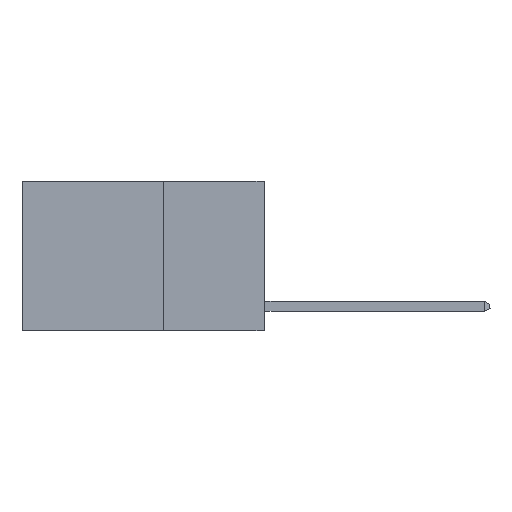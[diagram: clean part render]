
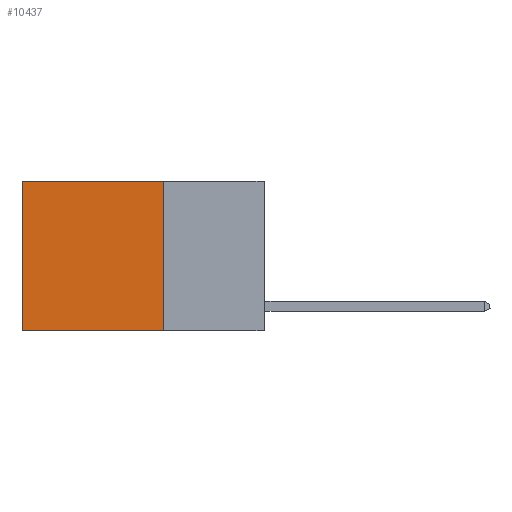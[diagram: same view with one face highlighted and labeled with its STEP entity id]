
A CAD part, left-side view. The second image highlights one B-rep face of the part: STEP entity #10437.
In plain terms, the highlighted planar face has unit normal (-1, 0, 0).
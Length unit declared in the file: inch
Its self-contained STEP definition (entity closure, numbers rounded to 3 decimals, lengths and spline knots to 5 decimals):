
#485 = VERTEX_POINT ( 'NONE', #2002 ) ;
#490 = VECTOR ( 'NONE', #6693, 39.37008 ) ;
#683 = CARTESIAN_POINT ( 'NONE',  ( 0.2625, 0.25, 0. ) ) ;
#704 = DIRECTION ( 'NONE',  ( 0., 1., 0. ) ) ;
#738 = LINE ( 'NONE', #11257, #10141 ) ;
#1455 = ORIENTED_EDGE ( 'NONE', *, *, #10456, .T. ) ;
#1481 = LINE ( 'NONE', #683, #490 ) ;
#1556 = LINE ( 'NONE', #2580, #4009 ) ;
#1729 = VERTEX_POINT ( 'NONE', #10574 ) ;
#1782 = VECTOR ( 'NONE', #8789, 39.37008 ) ;
#2002 = CARTESIAN_POINT ( 'NONE',  ( 0.2625, 0.25, -0.37 ) ) ;
#2558 = DIRECTION ( 'NONE',  ( 0., 0., -1. ) ) ;
#2580 = CARTESIAN_POINT ( 'NONE',  ( 0.2625, 0.25, 0. ) ) ;
#2671 = FACE_OUTER_BOUND ( 'NONE', #6287, .T. ) ;
#3263 = CARTESIAN_POINT ( 'NONE',  ( 0.2625, 0.6, 0. ) ) ;
#3396 = CARTESIAN_POINT ( 'NONE',  ( 0.2625, 0.25, 0. ) ) ;
#4009 = VECTOR ( 'NONE', #704, 39.37008 ) ;
#4596 = ORIENTED_EDGE ( 'NONE', *, *, #10747, .T. ) ;
#5203 = DIRECTION ( 'NONE',  ( 1., 0., 0. ) ) ;
#6033 = DIRECTION ( 'NONE',  ( 0., 1., 0. ) ) ;
#6077 = LINE ( 'NONE', #6255, #1782 ) ;
#6255 = CARTESIAN_POINT ( 'NONE',  ( 0.2625, 0.6, 0. ) ) ;
#6287 = EDGE_LOOP ( 'NONE', ( #1455, #10491, #10786, #4596 ) ) ;
#6693 = DIRECTION ( 'NONE',  ( 0., 0., -1. ) ) ;
#8042 = CARTESIAN_POINT ( 'NONE',  ( 0.2625, 0.25, 0. ) ) ;
#8563 = EDGE_CURVE ( 'NONE', #8985, #485, #1481, .T. ) ;
#8573 = VERTEX_POINT ( 'NONE', #3263 ) ;
#8789 = DIRECTION ( 'NONE',  ( 0., 0., -1. ) ) ;
#8985 = VERTEX_POINT ( 'NONE', #3396 ) ;
#9870 = EDGE_CURVE ( 'NONE', #485, #1729, #738, .T. ) ;
#10141 = VECTOR ( 'NONE', #6033, 39.37008 ) ;
#10437 = ADVANCED_FACE ( 'NONE', ( #2671 ), #10501, .F. ) ;
#10456 = EDGE_CURVE ( 'NONE', #8573, #1729, #6077, .T. ) ;
#10491 = ORIENTED_EDGE ( 'NONE', *, *, #9870, .F. ) ;
#10501 = PLANE ( 'NONE',  #10863 ) ;
#10574 = CARTESIAN_POINT ( 'NONE',  ( 0.2625, 0.6, -0.37 ) ) ;
#10747 = EDGE_CURVE ( 'NONE', #8985, #8573, #1556, .T. ) ;
#10786 = ORIENTED_EDGE ( 'NONE', *, *, #8563, .F. ) ;
#10863 = AXIS2_PLACEMENT_3D ( 'NONE', #8042, #5203, #2558 ) ;
#11257 = CARTESIAN_POINT ( 'NONE',  ( 0.2625, 0.25, -0.37 ) ) ;
